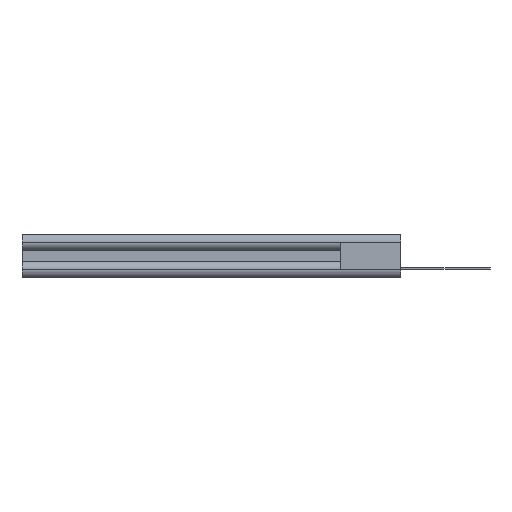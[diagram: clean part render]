
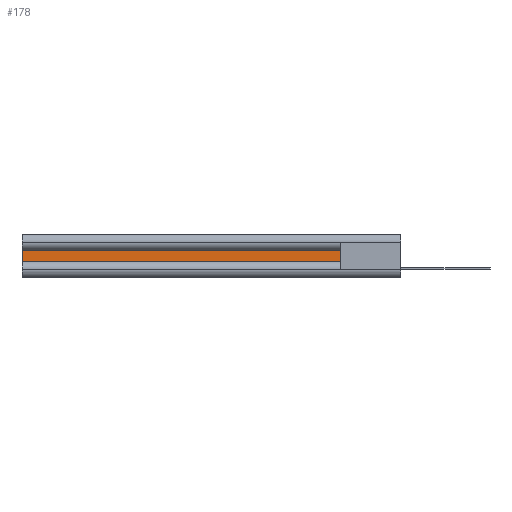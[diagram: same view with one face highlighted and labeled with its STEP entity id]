
A CAD part, left-side view. The second image highlights one B-rep face of the part: STEP entity #178.
In plain terms, the highlighted planar face has unit normal (-1, 0, 0).
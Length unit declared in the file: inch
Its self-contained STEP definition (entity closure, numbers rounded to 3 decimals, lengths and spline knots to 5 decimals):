
#178 = ADVANCED_FACE ( 'NONE', ( #2907 ), #13679, .F. ) ;
#231 = VERTEX_POINT ( 'NONE', #20063 ) ;
#872 = CARTESIAN_POINT ( 'NONE',  ( 0.044, 3., 0.0465 ) ) ;
#965 = ORIENTED_EDGE ( 'NONE', *, *, #18498, .F. ) ;
#1293 = VECTOR ( 'NONE', #4417, 39.37008 ) ;
#1882 = CARTESIAN_POINT ( 'NONE',  ( 0.044, 0.37012, -0.0465 ) ) ;
#2907 = FACE_OUTER_BOUND ( 'NONE', #16200, .T. ) ;
#3179 = VERTEX_POINT ( 'NONE', #15164 ) ;
#4417 = DIRECTION ( 'NONE',  ( 0., 0., -1. ) ) ;
#4695 = VERTEX_POINT ( 'NONE', #872 ) ;
#5008 = EDGE_CURVE ( 'NONE', #14158, #4695, #12511, .T. ) ;
#5278 = VECTOR ( 'NONE', #14153, 39.37008 ) ;
#5833 = AXIS2_PLACEMENT_3D ( 'NONE', #17067, #11265, #20374 ) ;
#6347 = LINE ( 'NONE', #9054, #5278 ) ;
#7024 = DIRECTION ( 'NONE',  ( 0., 1., 0. ) ) ;
#9054 = CARTESIAN_POINT ( 'NONE',  ( 0.044, 0.473, -0.0465 ) ) ;
#9574 = ORIENTED_EDGE ( 'NONE', *, *, #5008, .T. ) ;
#9734 = EDGE_CURVE ( 'NONE', #231, #3179, #15404, .T. ) ;
#10431 = VECTOR ( 'NONE', #7024, 39.37008 ) ;
#10992 = EDGE_CURVE ( 'NONE', #4695, #3179, #18742, .T. ) ;
#11113 = CARTESIAN_POINT ( 'NONE',  ( 0.044, 0.37012, 0.0465 ) ) ;
#11265 = DIRECTION ( 'NONE',  ( 1., 0., 0. ) ) ;
#12511 = LINE ( 'NONE', #11113, #16428 ) ;
#12799 = DIRECTION ( 'NONE',  ( 0., 1., 0. ) ) ;
#12937 = CARTESIAN_POINT ( 'NONE',  ( 0.044, 0.473, 0.0465 ) ) ;
#13679 = PLANE ( 'NONE',  #5833 ) ;
#14153 = DIRECTION ( 'NONE',  ( 0., 0., -1. ) ) ;
#14158 = VERTEX_POINT ( 'NONE', #12937 ) ;
#14560 = CARTESIAN_POINT ( 'NONE',  ( 0.044, 3., -0.0465 ) ) ;
#15164 = CARTESIAN_POINT ( 'NONE',  ( 0.044, 3., -0.0465 ) ) ;
#15404 = LINE ( 'NONE', #1882, #10431 ) ;
#15766 = ORIENTED_EDGE ( 'NONE', *, *, #10992, .T. ) ;
#16200 = EDGE_LOOP ( 'NONE', ( #9574, #15766, #16704, #965 ) ) ;
#16428 = VECTOR ( 'NONE', #12799, 39.37008 ) ;
#16704 = ORIENTED_EDGE ( 'NONE', *, *, #9734, .F. ) ;
#17067 = CARTESIAN_POINT ( 'NONE',  ( 0.044, 0.37012, -0.0465 ) ) ;
#18498 = EDGE_CURVE ( 'NONE', #14158, #231, #6347, .T. ) ;
#18742 = LINE ( 'NONE', #14560, #1293 ) ;
#20063 = CARTESIAN_POINT ( 'NONE',  ( 0.044, 0.473, -0.0465 ) ) ;
#20374 = DIRECTION ( 'NONE',  ( 0., 0., -1. ) ) ;
